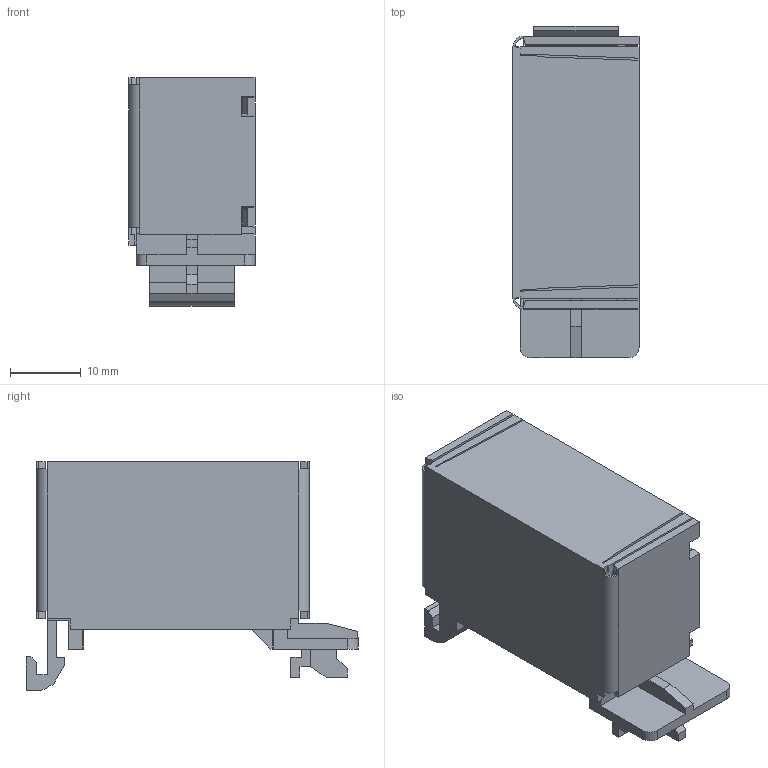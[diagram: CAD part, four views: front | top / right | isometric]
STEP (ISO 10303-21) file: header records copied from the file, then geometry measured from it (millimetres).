
FILE_DESCRIPTION(('CATIA V5 STEP Exchange','CAx-IF Rec.Pracs.--- Model Styling and Organization---1.5--- 2016-08-15','CAx-IF Rec.Pracs.---Supplemental Geometry---1.0---2011-11-01','CAx-IF Rec.Pracs.--- Composite Materials ---1.1---2010-07-15'),'2;1');
FILE_NAME ('1431822-8_1', '2024-12-11T06:42:47+00:00', ('none'), ('Weidmueller'), 'CATIA Version 5-6 Release 2022 SP4 HF5', 'CATIA V5 STEP AP214 v3', 'none');
FILE_SCHEMA(('AUTOMOTIVE_DESIGN { 1 0 10303 214 1 1 1 1 }'));
Length unit declared in the file: millimetre
Products named in the file (1): 2870790000
Bounding box: 17.8 x 46.9 x 32.34 mm (x, y, z)
Volume: 11802.7 mm3; surface area: 15914.3 mm2
Topology: 1 solids, 1 shells, 1244 faces, 3600 edges, 2354 vertices
Faces by surface type: plane 917, cylinder 226, bspline 64, cone 33, torus 4
Entity records: 42268 total; most frequent: CARTESIAN_POINT 10961, ORIENTED_EDGE 7200, DIRECTION 4933, EDGE_CURVE 3600, VECTOR 2828, LINE 2828, VERTEX_POINT 2354, EDGE_LOOP 1303
